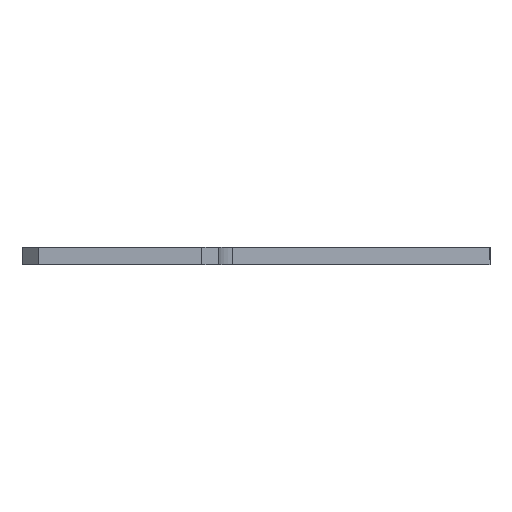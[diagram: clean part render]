
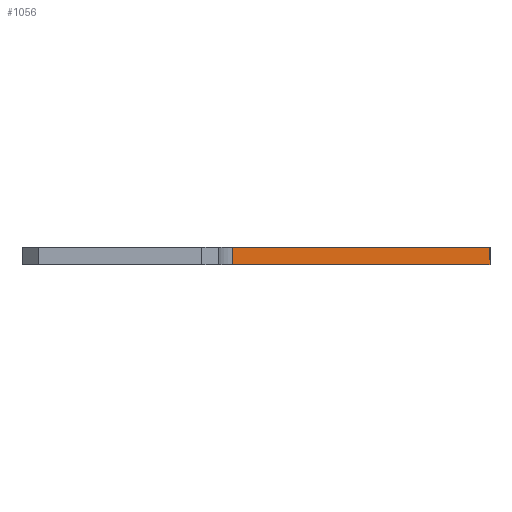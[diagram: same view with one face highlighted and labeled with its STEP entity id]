
A CAD part, front view. The second image highlights one B-rep face of the part: STEP entity #1056.
In plain terms, the highlighted planar face has unit normal (0.707, -0.707, 0).
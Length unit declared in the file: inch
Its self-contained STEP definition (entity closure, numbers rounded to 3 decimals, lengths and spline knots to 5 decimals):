
#34 = EDGE_CURVE ( 'NONE', #507, #256, #640, .T. ) ;
#61 = LINE ( 'NONE', #1070, #780 ) ;
#92 = CARTESIAN_POINT ( 'NONE',  ( 0.57322, -0.13388, 0. ) ) ;
#176 = EDGE_CURVE ( 'NONE', #434, #751, #61, .T. ) ;
#206 = PLANE ( 'NONE',  #831 ) ;
#208 = CARTESIAN_POINT ( 'NONE',  ( 0.57322, -0.13388, 0.09 ) ) ;
#230 = FACE_OUTER_BOUND ( 'NONE', #274, .T. ) ;
#256 = VERTEX_POINT ( 'NONE', #382 ) ;
#261 = ORIENTED_EDGE ( 'NONE', *, *, #335, .F. ) ;
#265 = VECTOR ( 'NONE', #803, 39.37008 ) ;
#274 = EDGE_LOOP ( 'NONE', ( #363, #1109, #528, #261 ) ) ;
#284 = CARTESIAN_POINT ( 'NONE',  ( 1.8809, 1.1738, 0.09 ) ) ;
#335 = EDGE_CURVE ( 'NONE', #256, #751, #413, .T. ) ;
#363 = ORIENTED_EDGE ( 'NONE', *, *, #34, .F. ) ;
#382 = CARTESIAN_POINT ( 'NONE',  ( 0.57322, -0.13388, 0.09 ) ) ;
#413 = LINE ( 'NONE', #498, #932 ) ;
#419 = DIRECTION ( 'NONE',  ( 0.707, 0.707, 0. ) ) ;
#434 = VERTEX_POINT ( 'NONE', #580 ) ;
#469 = DIRECTION ( 'NONE',  ( -0.707, -0.707, 0. ) ) ;
#472 = LINE ( 'NONE', #719, #790 ) ;
#498 = CARTESIAN_POINT ( 'NONE',  ( 0.5, -0.20711, 0.09 ) ) ;
#507 = VERTEX_POINT ( 'NONE', #92 ) ;
#528 = ORIENTED_EDGE ( 'NONE', *, *, #176, .T. ) ;
#555 = DIRECTION ( 'NONE',  ( 0., 0., 1. ) ) ;
#580 = CARTESIAN_POINT ( 'NONE',  ( 1.8809, 1.1738, 0. ) ) ;
#640 = LINE ( 'NONE', #208, #265 ) ;
#714 = DIRECTION ( 'NONE',  ( 0.707, 0.707, 0. ) ) ;
#719 = CARTESIAN_POINT ( 'NONE',  ( 0.57322, -0.13388, 0. ) ) ;
#751 = VERTEX_POINT ( 'NONE', #284 ) ;
#767 = EDGE_CURVE ( 'NONE', #507, #434, #472, .T. ) ;
#780 = VECTOR ( 'NONE', #555, 39.37008 ) ;
#790 = VECTOR ( 'NONE', #714, 39.37008 ) ;
#803 = DIRECTION ( 'NONE',  ( 0., 0., 1. ) ) ;
#831 = AXIS2_PLACEMENT_3D ( 'NONE', #982, #987, #469 ) ;
#932 = VECTOR ( 'NONE', #419, 39.37008 ) ;
#982 = CARTESIAN_POINT ( 'NONE',  ( 0.5, -0.20711, 0.09 ) ) ;
#987 = DIRECTION ( 'NONE',  ( -0.707, 0.707, 0. ) ) ;
#1056 = ADVANCED_FACE ( 'NONE', ( #230 ), #206, .F. ) ;
#1070 = CARTESIAN_POINT ( 'NONE',  ( 1.8809, 1.1738, 0.09 ) ) ;
#1109 = ORIENTED_EDGE ( 'NONE', *, *, #767, .T. ) ;
